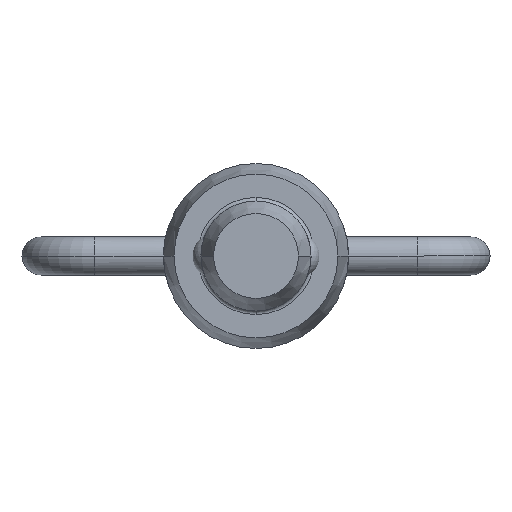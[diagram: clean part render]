
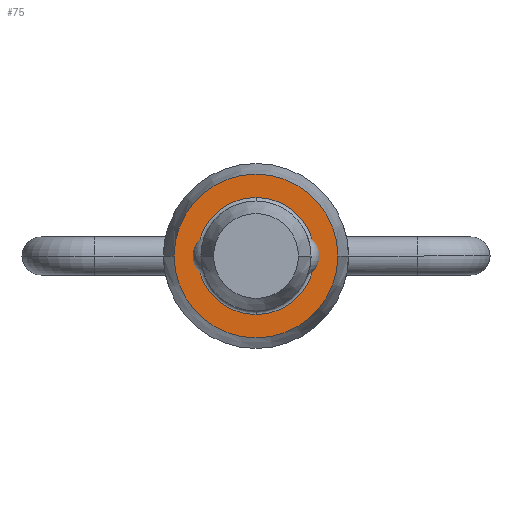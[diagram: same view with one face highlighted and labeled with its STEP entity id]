
A CAD part, front view. The second image highlights one B-rep face of the part: STEP entity #75.
In plain terms, the highlighted planar face has unit normal (0, -1, 0).
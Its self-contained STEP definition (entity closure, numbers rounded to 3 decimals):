
#75=ADVANCED_FACE('',(#179,#180),#181,.T.);
#179=FACE_OUTER_BOUND('',#312,.T.);
#180=FACE_BOUND('',#313,.T.);
#181=PLANE('',#314);
#312=EDGE_LOOP('',(#467,#468));
#313=EDGE_LOOP('',(#469,#470,#471));
#314=AXIS2_PLACEMENT_3D('',#472,#473,#474);
#467=ORIENTED_EDGE('',*,*,#816,.T.);
#468=ORIENTED_EDGE('',*,*,#817,.T.);
#469=ORIENTED_EDGE('',*,*,#810,.T.);
#470=ORIENTED_EDGE('',*,*,#818,.T.);
#471=ORIENTED_EDGE('',*,*,#811,.T.);
#472=CARTESIAN_POINT('',(-4.355,0.0,0.0));
#473=DIRECTION('',(0.,-1.0,0.0));
#474=DIRECTION('',(1.0,0.,0.0));
#810=EDGE_CURVE('',#967,#965,#968,.T.);
#811=EDGE_CURVE('',#969,#967,#970,.T.);
#816=EDGE_CURVE('',#977,#978,#979,.T.);
#817=EDGE_CURVE('',#978,#977,#980,.T.);
#818=EDGE_CURVE('',#965,#969,#981,.T.);
#965=VERTEX_POINT('',#1191);
#967=VERTEX_POINT('',#1193);
#968=CIRCLE('',#1194,3.375);
#969=VERTEX_POINT('',#1195);
#970=CIRCLE('',#1196,3.375);
#977=VERTEX_POINT('',#1203);
#978=VERTEX_POINT('',#1204);
#979=CIRCLE('',#1205,4.722);
#980=CIRCLE('',#1206,4.722);
#981=CIRCLE('',#1207,3.375);
#1191=CARTESIAN_POINT('',(0.,0.,3.375));
#1193=CARTESIAN_POINT('',(-3.375,0.0,0.0));
#1194=AXIS2_PLACEMENT_3D('',#1578,#1579,#1580);
#1195=CARTESIAN_POINT('',(0.,0.,-3.375));
#1196=AXIS2_PLACEMENT_3D('',#1581,#1582,#1583);
#1203=CARTESIAN_POINT('',(-4.722,0.0,0.0));
#1204=CARTESIAN_POINT('',(4.722,0.,0.));
#1205=AXIS2_PLACEMENT_3D('',#1593,#1594,#1595);
#1206=AXIS2_PLACEMENT_3D('',#1596,#1597,#1598);
#1207=AXIS2_PLACEMENT_3D('',#1599,#1600,#1601);
#1578=CARTESIAN_POINT('',(0.,0.0,0.0));
#1579=DIRECTION('',(0.,1.0,0.0));
#1580=DIRECTION('',(-1.0,0.,0.0));
#1581=CARTESIAN_POINT('',(0.,0.0,0.0));
#1582=DIRECTION('',(0.,1.0,0.0));
#1583=DIRECTION('',(-1.0,0.,0.0));
#1593=CARTESIAN_POINT('',(0.,0.0,0.));
#1594=DIRECTION('',(0.,-1.0,0.0));
#1595=DIRECTION('',(-1.0,0.,0.0));
#1596=CARTESIAN_POINT('',(0.,0.0,0.));
#1597=DIRECTION('',(0.,-1.0,0.0));
#1598=DIRECTION('',(-1.0,0.,0.0));
#1599=CARTESIAN_POINT('',(0.,0.0,0.0));
#1600=DIRECTION('',(0.,1.0,0.0));
#1601=DIRECTION('',(-1.0,0.,0.0));
